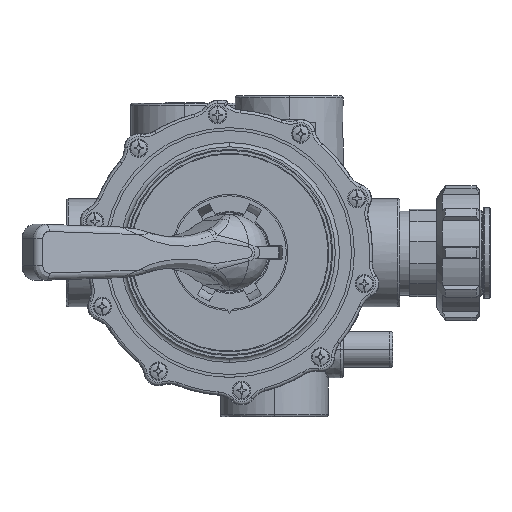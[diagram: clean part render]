
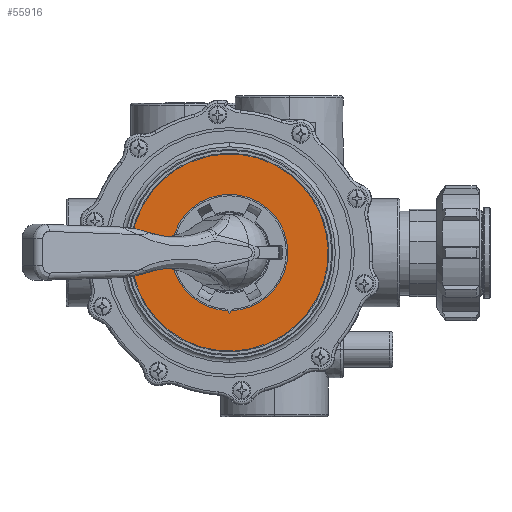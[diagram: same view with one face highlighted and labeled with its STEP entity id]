
A CAD part, top view. The second image highlights one B-rep face of the part: STEP entity #55916.
In plain terms, the highlighted face is planar.
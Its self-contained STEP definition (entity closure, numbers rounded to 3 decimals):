
#55791=CARTESIAN_POINT('',(0.,0.25,0.));
#55792=DIRECTION('',(0.,1.,0.));
#55793=DIRECTION('',(1.,0.,0.));
#55794=AXIS2_PLACEMENT_3D('',#55791,#55792,#55793);
#55796=CARTESIAN_POINT('',(0.,0.25,0.));
#55797=DIRECTION('',(0.,1.,0.));
#55798=DIRECTION('',(-1.,0.,0.));
#55799=AXIS2_PLACEMENT_3D('',#55796,#55797,#55798);
#55801=DIRECTION('',(-0.545,0.,0.839));
#55802=VECTOR('',#55801,2.328);
#55803=CARTESIAN_POINT('',(2.25,0.25,-42.941));
#55804=LINE('',#55803,#55802);
#55805=DIRECTION('',(-0.454,0.,-0.891));
#55806=VECTOR('',#55805,2.328);
#55807=CARTESIAN_POINT('',(3.308,0.25,-40.866));
#55808=LINE('',#55807,#55806);
#55822=CARTESIAN_POINT('',(0.,0.25,0.));
#55823=DIRECTION('',(0.,-1.,0.));
#55824=DIRECTION('',(0.081,0.,-0.997));
#55825=AXIS2_PLACEMENT_3D('',#55822,#55823,#55824);
#55835=CARTESIAN_POINT('',(69.5,0.25,0.));
#55836=CARTESIAN_POINT('',(-69.5,0.25,0.));
#55837=VERTEX_POINT('',#55835);
#55838=VERTEX_POINT('',#55836);
#55845=CARTESIAN_POINT('',(2.25,0.25,-42.941));
#55846=CARTESIAN_POINT('',(0.982,0.25,-40.988));
#55847=VERTEX_POINT('',#55845);
#55848=VERTEX_POINT('',#55846);
#55849=CARTESIAN_POINT('',(3.308,0.25,-40.866));
#55850=VERTEX_POINT('',#55849);
#55899=CARTESIAN_POINT('',(0.,0.25,0.));
#55900=DIRECTION('',(0.,1.,0.));
#55901=DIRECTION('',(1.,0.,0.));
#55902=AXIS2_PLACEMENT_3D('',#55899,#55900,#55901);
#55903=PLANE('',#55902);
#55904=ORIENTED_EDGE('',*,*,#55879,.F.);
#55905=ORIENTED_EDGE('',*,*,#55893,.F.);
#55906=EDGE_LOOP('',(#55904,#55905));
#55907=FACE_OUTER_BOUND('',#55906,.F.);
#55909=ORIENTED_EDGE('',*,*,#55908,.T.);
#55911=ORIENTED_EDGE('',*,*,#55910,.F.);
#55913=ORIENTED_EDGE('',*,*,#55912,.T.);
#55914=EDGE_LOOP('',(#55909,#55911,#55913));
#55915=FACE_BOUND('',#55914,.F.);
#55916=ADVANCED_FACE('',(#55907,#55915),#55903,.T.);
#55795=CIRCLE('',#55794,69.5);
#55800=CIRCLE('',#55799,69.5);
#55826=CIRCLE('',#55825,41.);
#55879=EDGE_CURVE('',#55837,#55838,#55795,.T.);
#55893=EDGE_CURVE('',#55838,#55837,#55800,.T.);
#55908=EDGE_CURVE('',#55847,#55848,#55804,.T.);
#55910=EDGE_CURVE('',#55850,#55848,#55826,.T.);
#55912=EDGE_CURVE('',#55850,#55847,#55808,.T.);
